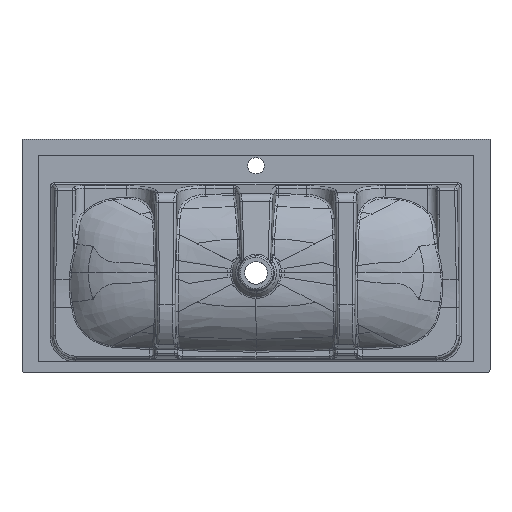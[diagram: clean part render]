
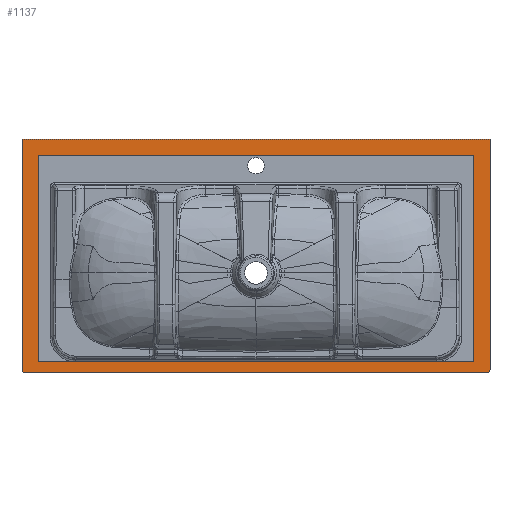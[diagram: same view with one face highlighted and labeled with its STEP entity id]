
A CAD part, front view. The second image highlights one B-rep face of the part: STEP entity #1137.
In plain terms, the highlighted planar face has unit normal (0, -1, 0).
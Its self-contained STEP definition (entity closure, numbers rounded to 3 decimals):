
#378=PLANE('',#6464);
#412=ELLIPSE('',#6462,7.019,7.);
#413=ELLIPSE('',#6463,7.019,7.);
#1122=FACE_BOUND('',#2020,.T.);
#1123=FACE_BOUND('',#2021,.T.);
#1137=ADVANCED_FACE('',(#1122,#1123),#378,.F.);
#2020=EDGE_LOOP('',(#2637,#2638,#2639,#2640));
#2021=EDGE_LOOP('',(#2641,#2642,#2643,#2644,#2645,#2646));
#2637=ORIENTED_EDGE('',*,*,#5224,.F.);
#2638=ORIENTED_EDGE('',*,*,#5225,.F.);
#2639=ORIENTED_EDGE('',*,*,#5226,.F.);
#2640=ORIENTED_EDGE('',*,*,#5227,.F.);
#2641=ORIENTED_EDGE('',*,*,#5228,.F.);
#2642=ORIENTED_EDGE('',*,*,#5218,.T.);
#2643=ORIENTED_EDGE('',*,*,#5229,.T.);
#2644=ORIENTED_EDGE('',*,*,#5230,.T.);
#2645=ORIENTED_EDGE('',*,*,#5231,.T.);
#2646=ORIENTED_EDGE('',*,*,#5222,.T.);
#4627=VERTEX_POINT('',#7707);
#4628=VERTEX_POINT('',#7708);
#4629=VERTEX_POINT('',#7713);
#4630=VERTEX_POINT('',#7715);
#4631=VERTEX_POINT('',#7719);
#4632=VERTEX_POINT('',#7720);
#4633=VERTEX_POINT('',#7722);
#4634=VERTEX_POINT('',#7724);
#4635=VERTEX_POINT('',#7728);
#4636=VERTEX_POINT('',#7730);
#5218=EDGE_CURVE('',#4627,#4628,#6200,.T.);
#5222=EDGE_CURVE('',#4630,#4629,#6204,.T.);
#5224=EDGE_CURVE('',#4631,#4632,#6206,.T.);
#5225=EDGE_CURVE('',#4633,#4631,#6207,.T.);
#5226=EDGE_CURVE('',#4634,#4633,#6208,.T.);
#5227=EDGE_CURVE('',#4632,#4634,#6209,.T.);
#5228=EDGE_CURVE('',#4627,#4629,#6210,.T.);
#5229=EDGE_CURVE('',#4628,#4635,#412,.T.);
#5230=EDGE_CURVE('',#4635,#4636,#6211,.T.);
#5231=EDGE_CURVE('',#4636,#4630,#413,.T.);
#6200=LINE('',#7706,#6326);
#6204=LINE('',#7714,#6330);
#6206=LINE('',#7718,#6332);
#6207=LINE('',#7721,#6333);
#6208=LINE('',#7723,#6334);
#6209=LINE('',#7725,#6335);
#6210=LINE('',#7726,#6336);
#6211=LINE('',#7729,#6337);
#6326=VECTOR('',#6785,1.);
#6330=VECTOR('',#6791,1.);
#6332=VECTOR('',#6795,1.);
#6333=VECTOR('',#6796,1.);
#6334=VECTOR('',#6797,1.);
#6335=VECTOR('',#6798,1.);
#6336=VECTOR('',#6799,1.);
#6337=VECTOR('',#6802,1.);
#6462=AXIS2_PLACEMENT_3D('',#7727,#6800,#6801);
#6463=AXIS2_PLACEMENT_3D('',#7731,#6803,#6804);
#6464=AXIS2_PLACEMENT_3D('',#7732,#6805,#6806);
#6785=DIRECTION('',(0.,0.,-1.));
#6791=DIRECTION('',(0.,0.,1.));
#6795=DIRECTION('',(-1.,0.,0.));
#6796=DIRECTION('',(0.,0.,1.));
#6797=DIRECTION('',(1.,0.,0.));
#6798=DIRECTION('',(0.,0.,-1.));
#6799=DIRECTION('',(1.,0.,0.));
#6800=DIRECTION('',(0.,-1.,0.));
#6801=DIRECTION('',(-0.707,0.,-0.707));
#6802=DIRECTION('',(1.,0.,0.));
#6803=DIRECTION('',(0.,-1.,0.));
#6804=DIRECTION('',(-0.707,0.,0.707));
#6805=DIRECTION('',(0.,1.,0.));
#6806=DIRECTION('',(1.,0.,0.));
#7706=CARTESIAN_POINT('',(-499.895,-8.,7.35));
#7707=CARTESIAN_POINT('',(-499.895,-8.,0.));
#7708=CARTESIAN_POINT('',(-499.895,-8.,-492.905));
#7713=CARTESIAN_POINT('',(499.895,-8.,0.));
#7714=CARTESIAN_POINT('',(499.895,-8.,7.35));
#7715=CARTESIAN_POINT('',(499.895,-8.,-492.905));
#7718=CARTESIAN_POINT('',(-464.895,-8.,-34.304));
#7719=CARTESIAN_POINT('',(464.895,-8.,-34.304));
#7720=CARTESIAN_POINT('',(-464.895,-8.,-34.304));
#7721=CARTESIAN_POINT('',(464.895,-8.,-34.304));
#7722=CARTESIAN_POINT('',(464.895,-8.,-474.895));
#7723=CARTESIAN_POINT('',(464.895,-8.,-474.895));
#7724=CARTESIAN_POINT('',(-464.895,-8.,-474.895));
#7725=CARTESIAN_POINT('',(-464.895,-8.,-474.895));
#7726=CARTESIAN_POINT('',(-464.895,-8.,0.));
#7727=CARTESIAN_POINT('',(-492.886,-8.,-492.886));
#7728=CARTESIAN_POINT('',(-492.905,-8.,-499.895));
#7729=CARTESIAN_POINT('',(-595.,-8.,-499.895));
#7730=CARTESIAN_POINT('',(492.905,-8.,-499.895));
#7731=CARTESIAN_POINT('',(492.886,-8.,-492.886));
#7732=CARTESIAN_POINT('',(-464.895,-8.,-34.304));
